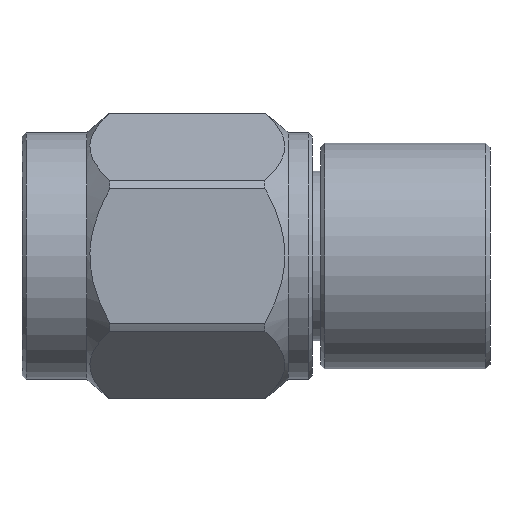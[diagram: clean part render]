
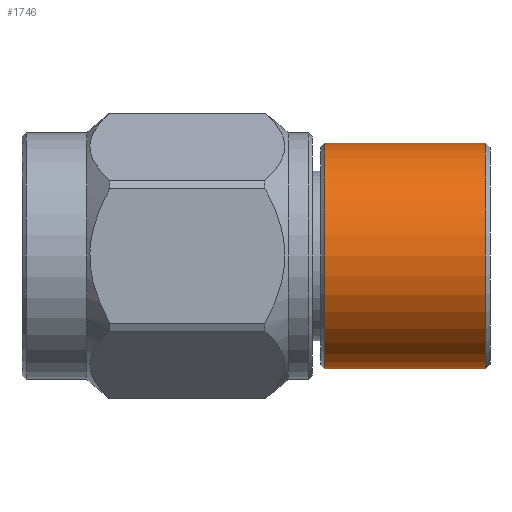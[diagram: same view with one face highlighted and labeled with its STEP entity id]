
A CAD part, front view. The second image highlights one B-rep face of the part: STEP entity #1746.
In plain terms, the highlighted cylindrical face has radius 3.556 mm (diameter 7.112 mm), a partial arc.
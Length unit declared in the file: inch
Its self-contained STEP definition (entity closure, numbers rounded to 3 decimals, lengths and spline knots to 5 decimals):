
#53 = CARTESIAN_POINT ( 'NONE',  ( 1.55598, 0., 0.14 ) ) ;
#168 = CARTESIAN_POINT ( 'NONE',  ( 0.375, 0., 0.14 ) ) ;
#181 = EDGE_LOOP ( 'NONE', ( #3785, #2092, #3574, #2790 ) ) ;
#309 = FACE_OUTER_BOUND ( 'NONE', #181, .T. ) ;
#516 = AXIS2_PLACEMENT_3D ( 'NONE', #1450, #2616, #2942 ) ;
#539 = EDGE_CURVE ( 'NONE', #1594, #2636, #1337, .T. ) ;
#941 = VECTOR ( 'NONE', #2986, 39.37008 ) ;
#1065 = VECTOR ( 'NONE', #1471, 39.37008 ) ;
#1154 = CARTESIAN_POINT ( 'NONE',  ( 0.575, 0., 0. ) ) ;
#1166 = DIRECTION ( 'NONE',  ( 0., 0., -1. ) ) ;
#1271 = DIRECTION ( 'NONE',  ( -1., 0., 0. ) ) ;
#1337 = LINE ( 'NONE', #53, #941 ) ;
#1450 = CARTESIAN_POINT ( 'NONE',  ( 0.375, 0., 0. ) ) ;
#1471 = DIRECTION ( 'NONE',  ( -1., 0., 0. ) ) ;
#1594 = VERTEX_POINT ( 'NONE', #1973 ) ;
#1746 = ADVANCED_FACE ( 'NONE', ( #309 ), #2149, .T. ) ;
#1797 = DIRECTION ( 'NONE',  ( -1., 0., 0. ) ) ;
#1938 = LINE ( 'NONE', #2478, #1065 ) ;
#1973 = CARTESIAN_POINT ( 'NONE',  ( 0.575, 0., 0.14 ) ) ;
#2092 = ORIENTED_EDGE ( 'NONE', *, *, #3909, .T. ) ;
#2149 = CYLINDRICAL_SURFACE ( 'NONE', #2708, 0.14 ) ;
#2200 = CARTESIAN_POINT ( 'NONE',  ( 0.375, 0., -0.14 ) ) ;
#2348 = EDGE_CURVE ( 'NONE', #2636, #3342, #2554, .T. ) ;
#2478 = CARTESIAN_POINT ( 'NONE',  ( 1.55598, 0., -0.14 ) ) ;
#2554 = CIRCLE ( 'NONE', #516, 0.14 ) ;
#2591 = EDGE_CURVE ( 'NONE', #2886, #3342, #1938, .T. ) ;
#2616 = DIRECTION ( 'NONE',  ( 1., 0., 0. ) ) ;
#2636 = VERTEX_POINT ( 'NONE', #168 ) ;
#2659 = CARTESIAN_POINT ( 'NONE',  ( 0.575, 0., -0.14 ) ) ;
#2708 = AXIS2_PLACEMENT_3D ( 'NONE', #2878, #1271, #3531 ) ;
#2790 = ORIENTED_EDGE ( 'NONE', *, *, #2348, .T. ) ;
#2878 = CARTESIAN_POINT ( 'NONE',  ( 1.55598, 0., 0. ) ) ;
#2886 = VERTEX_POINT ( 'NONE', #2659 ) ;
#2942 = DIRECTION ( 'NONE',  ( 0., 0., -1. ) ) ;
#2986 = DIRECTION ( 'NONE',  ( -1., 0., 0. ) ) ;
#3342 = VERTEX_POINT ( 'NONE', #2200 ) ;
#3531 = DIRECTION ( 'NONE',  ( 0., 0., 1. ) ) ;
#3574 = ORIENTED_EDGE ( 'NONE', *, *, #539, .T. ) ;
#3785 = ORIENTED_EDGE ( 'NONE', *, *, #2591, .F. ) ;
#3891 = AXIS2_PLACEMENT_3D ( 'NONE', #1154, #1797, #1166 ) ;
#3909 = EDGE_CURVE ( 'NONE', #2886, #1594, #3929, .T. ) ;
#3929 = CIRCLE ( 'NONE', #3891, 0.14 ) ;
